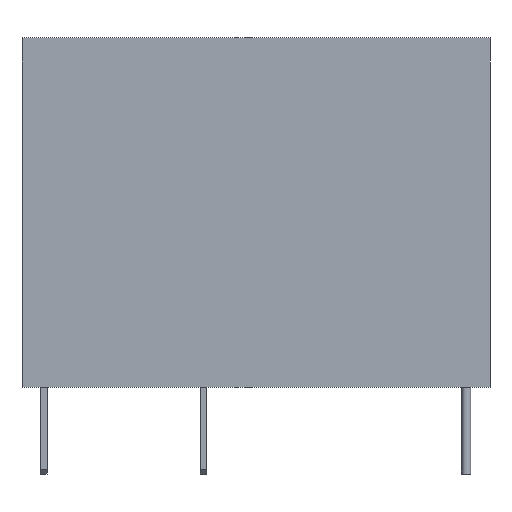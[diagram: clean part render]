
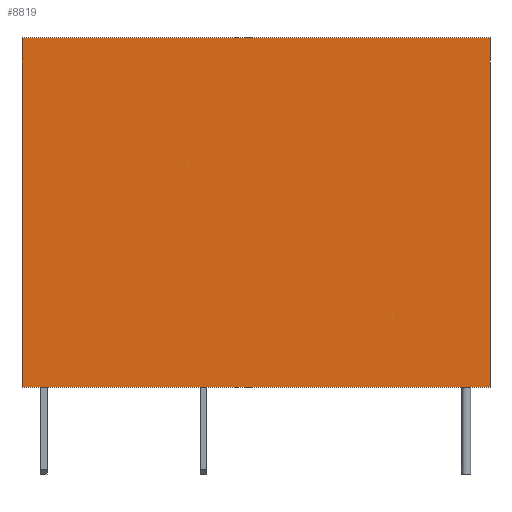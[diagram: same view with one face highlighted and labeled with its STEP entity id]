
A CAD part, front view. The second image highlights one B-rep face of the part: STEP entity #8819.
In plain terms, the highlighted planar face has unit normal (0, -1, 0).
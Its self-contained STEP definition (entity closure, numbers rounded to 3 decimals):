
#723=FACE_OUTER_BOUND('',#1232,.T.);
#1232=EDGE_LOOP('',(#8005,#8006,#8007,#8008));
#2110=LINE('',#16244,#2985);
#2111=LINE('',#16247,#2986);
#2112=LINE('',#16249,#2987);
#2113=LINE('',#16250,#2988);
#2985=VECTOR('',#10539,10.);
#2986=VECTOR('',#10542,10.);
#2987=VECTOR('',#10543,10.);
#2988=VECTOR('',#10544,10.);
#4223=VERTEX_POINT('',#16240);
#4224=VERTEX_POINT('',#16242);
#4225=VERTEX_POINT('',#16246);
#4226=VERTEX_POINT('',#16248);
#5490=EDGE_CURVE('',#4223,#4224,#2110,.T.);
#5491=EDGE_CURVE('',#4223,#4225,#2111,.T.);
#5492=EDGE_CURVE('',#4226,#4224,#2112,.T.);
#5493=EDGE_CURVE('',#4225,#4226,#2113,.T.);
#8005=ORIENTED_EDGE('',*,*,#5491,.F.);
#8006=ORIENTED_EDGE('',*,*,#5490,.T.);
#8007=ORIENTED_EDGE('',*,*,#5492,.F.);
#8008=ORIENTED_EDGE('',*,*,#5493,.F.);
#8301=PLANE('',#9117);
#8819=ADVANCED_FACE('',(#723),#8301,.T.);
#9117=AXIS2_PLACEMENT_3D('',#16245,#10540,#10541);
#10539=DIRECTION('',(0.,0.,1.));
#10540=DIRECTION('center_axis',(0.,-1.,0.));
#10541=DIRECTION('ref_axis',(1.,0.,0.));
#10542=DIRECTION('',(-1.,0.,0.));
#10543=DIRECTION('',(1.,0.,0.));
#10544=DIRECTION('',(0.,0.,1.));
#16240=CARTESIAN_POINT('',(10.25,-3.6,0.));
#16242=CARTESIAN_POINT('',(10.25,-3.6,15.3));
#16244=CARTESIAN_POINT('',(10.25,-3.6,0.));
#16245=CARTESIAN_POINT('Origin',(-10.25,-3.6,0.));
#16246=CARTESIAN_POINT('',(-10.25,-3.6,0.));
#16247=CARTESIAN_POINT('',(10.25,-3.6,0.));
#16248=CARTESIAN_POINT('',(-10.25,-3.6,15.3));
#16249=CARTESIAN_POINT('',(10.25,-3.6,15.3));
#16250=CARTESIAN_POINT('',(-10.25,-3.6,0.));
